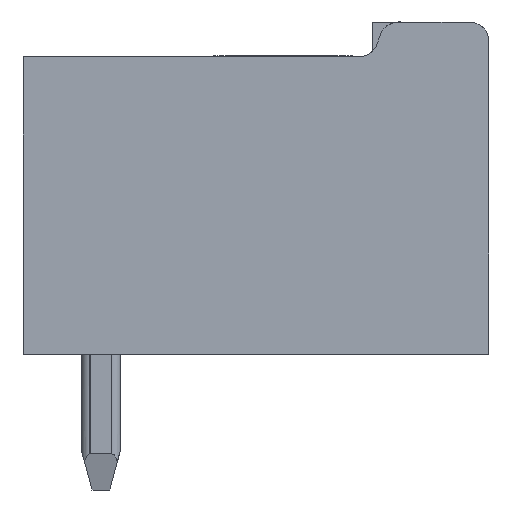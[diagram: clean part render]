
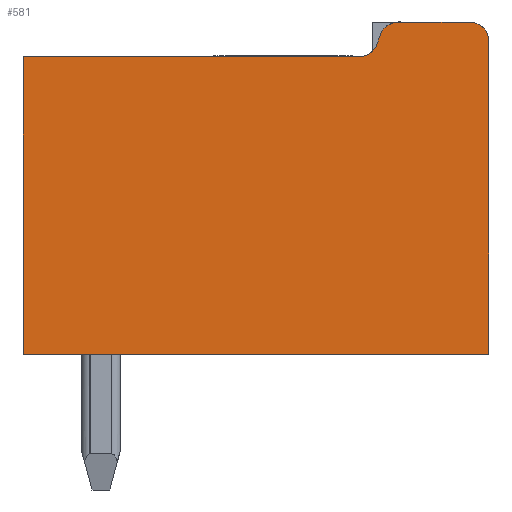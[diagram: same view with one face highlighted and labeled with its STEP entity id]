
A CAD part, left-side view. The second image highlights one B-rep face of the part: STEP entity #581.
In plain terms, the highlighted planar face has unit normal (-1, 0, 0).
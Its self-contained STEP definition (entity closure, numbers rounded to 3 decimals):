
#581=ADVANCED_FACE('',(#1870),#1871,.T.);
#1870=FACE_OUTER_BOUND('',#16323,.T.);
#1871=PLANE('',#16324);
#16323=EDGE_LOOP('',(#22059,#22060,#22061,#22062,#22063,#22064,#22065,#22066,#22067,#22068,#22069,#22070));
#16324=AXIS2_PLACEMENT_3D('',#22071,#22072,#22073);
#22059=ORIENTED_EDGE('',*,*,#26557,.F.);
#22060=ORIENTED_EDGE('',*,*,#25836,.F.);
#22061=ORIENTED_EDGE('',*,*,#26558,.F.);
#22062=ORIENTED_EDGE('',*,*,#26511,.T.);
#22063=ORIENTED_EDGE('',*,*,#25852,.F.);
#22064=ORIENTED_EDGE('',*,*,#26559,.F.);
#22065=ORIENTED_EDGE('',*,*,#26560,.F.);
#22066=ORIENTED_EDGE('',*,*,#25856,.F.);
#22067=ORIENTED_EDGE('',*,*,#26556,.F.);
#22068=ORIENTED_EDGE('',*,*,#26561,.F.);
#22069=ORIENTED_EDGE('',*,*,#26539,.T.);
#22070=ORIENTED_EDGE('',*,*,#26553,.T.);
#22071=CARTESIAN_POINT('',(0.,12.3,8.784));
#22072=DIRECTION('',(-1.0,0.,0.));
#22073=DIRECTION('',(0.,1.0,0.0));
#25836=EDGE_CURVE('',#28569,#28572,#28573,.F.);
#25852=EDGE_CURVE('',#28601,#28604,#28605,.F.);
#25856=EDGE_CURVE('',#28609,#28612,#28613,.F.);
#26511=EDGE_CURVE('',#29713,#28604,#29714,.T.);
#26539=EDGE_CURVE('',#29756,#29754,#29757,.F.);
#26553=EDGE_CURVE('',#29754,#29775,#29777,.F.);
#26556=EDGE_CURVE('',#29779,#28609,#29781,.F.);
#26557=EDGE_CURVE('',#28572,#29775,#29782,.F.);
#26558=EDGE_CURVE('',#29713,#28569,#29783,.F.);
#26559=EDGE_CURVE('',#29784,#28601,#29785,.F.);
#26560=EDGE_CURVE('',#28612,#29784,#29786,.T.);
#26561=EDGE_CURVE('',#29756,#29779,#29787,.T.);
#28569=VERTEX_POINT('',#33213);
#28572=VERTEX_POINT('',#33217);
#28573=CIRCLE('',#33218,0.5);
#28601=VERTEX_POINT('',#33253);
#28604=VERTEX_POINT('',#33257);
#28605=CIRCLE('',#33258,0.5);
#28609=VERTEX_POINT('',#33263);
#28612=VERTEX_POINT('',#33267);
#28613=CIRCLE('',#33268,0.5);
#29713=VERTEX_POINT('',#35695);
#29714=LINE('',#35696,#35697);
#29754=VERTEX_POINT('',#35755);
#29756=VERTEX_POINT('',#35758);
#29757=LINE('',#35759,#35760);
#29775=VERTEX_POINT('',#35786);
#29777=LINE('',#35789,#35790);
#29779=VERTEX_POINT('',#35793);
#29781=CIRCLE('',#35796,0.5);
#29782=LINE('',#35797,#35798);
#29783=CIRCLE('',#35799,0.5);
#29784=VERTEX_POINT('',#35800);
#29785=CIRCLE('',#35801,0.5);
#29786=LINE('',#35802,#35803);
#29787=LINE('',#35804,#35805);
#33213=CARTESIAN_POINT('',(0.,0.497,8.57));
#33217=CARTESIAN_POINT('',(0.0,0.0,8.07));
#33218=AXIS2_PLACEMENT_3D('',#39199,#39200,#39201);
#33253=CARTESIAN_POINT('',(0.,2.789,8.249));
#33257=CARTESIAN_POINT('',(0.,2.322,8.57));
#33258=AXIS2_PLACEMENT_3D('',#39231,#39232,#39233);
#33263=CARTESIAN_POINT('',(0.,3.342,7.67));
#33267=CARTESIAN_POINT('',(0.,2.88,7.999));
#33268=AXIS2_PLACEMENT_3D('',#39239,#39240,#39241);
#35695=CARTESIAN_POINT('',(0.0,0.5,8.57));
#35696=CARTESIAN_POINT('',(0.0,7.681,8.57));
#35697=VECTOR('',#40164,1.0);
#35755=CARTESIAN_POINT('',(0.,12.,0.0));
#35758=CARTESIAN_POINT('',(0.0,12.0,7.67));
#35759=CARTESIAN_POINT('',(0.0,12.0,4.296));
#35760=VECTOR('',#40208,1.0);
#35786=CARTESIAN_POINT('',(0.,0.0,0.));
#35789=CARTESIAN_POINT('',(0.0,12.3,0.));
#35790=VECTOR('',#40230,1.0);
#35793=CARTESIAN_POINT('',(0.,3.35,7.67));
#35796=AXIS2_PLACEMENT_3D('',#40233,#40234,#40235);
#35797=CARTESIAN_POINT('',(0.,0.0,8.528));
#35798=VECTOR('',#40236,1.0);
#35799=AXIS2_PLACEMENT_3D('',#40237,#40238,#40239);
#35800=CARTESIAN_POINT('',(0.,2.792,8.241));
#35801=AXIS2_PLACEMENT_3D('',#40240,#40241,#40242);
#35802=CARTESIAN_POINT('',(0.,3.26,6.956));
#35803=VECTOR('',#40243,1.0);
#35804=CARTESIAN_POINT('',(0.,7.717,7.67));
#35805=VECTOR('',#40244,1.0);
#39199=CARTESIAN_POINT('',(0.0,0.5,8.07));
#39200=DIRECTION('',(-1.0,0.,0.));
#39201=DIRECTION('',(0.,-0.006,1.));
#39231=CARTESIAN_POINT('',(0.0,2.322,8.07));
#39232=DIRECTION('',(-1.0,0.,0.));
#39233=DIRECTION('',(0.,0.934,0.358));
#39239=CARTESIAN_POINT('',(0.0,3.35,8.17));
#39240=DIRECTION('',(1.0,0.,0.));
#39241=DIRECTION('',(0.,-0.017,-1.));
#40164=DIRECTION('',(0.,1.0,-0.0));
#40208=DIRECTION('',(0.,0.,1.0));
#40230=DIRECTION('',(0.,1.0,0.));
#40233=CARTESIAN_POINT('',(0.0,3.35,8.17));
#40234=DIRECTION('',(1.0,0.,0.));
#40235=DIRECTION('',(0.,-0.017,-1.));
#40236=DIRECTION('',(0.,0.,1.0));
#40237=CARTESIAN_POINT('',(0.0,0.5,8.07));
#40238=DIRECTION('',(-1.0,0.,0.));
#40239=DIRECTION('',(0.,-0.006,1.));
#40240=CARTESIAN_POINT('',(0.0,2.322,8.07));
#40241=DIRECTION('',(-1.0,0.,0.));
#40242=DIRECTION('',(0.,0.934,0.358));
#40243=DIRECTION('',(0.,-0.342,0.94));
#40244=DIRECTION('',(0.,-1.0,-0.0));
